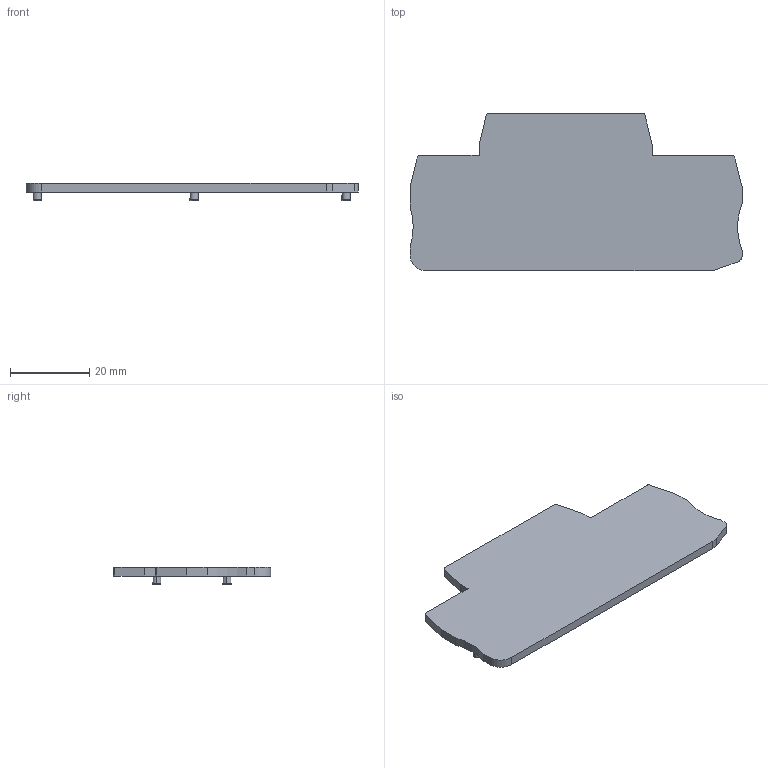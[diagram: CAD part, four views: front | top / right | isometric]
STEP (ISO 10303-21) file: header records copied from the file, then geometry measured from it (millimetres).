
FILE_DESCRIPTION((''),'2;1');
FILE_NAME('8YB750288-G','2022-07-12T18:41:23',('Administrator'),(''),'CREO PARAMETRIC BY PTC INC, 2016510','CREO PARAMETRIC BY PTC INC, 2016510','');
FILE_SCHEMA(('CONFIG_CONTROL_DESIGN','SHAPE_APPEARANCE_LAYERS_GROUPS'));
Length unit declared in the file: millimetre
Products named in the file (1): 8YB750288-G
Bounding box: 83.6 x 39.6 x 4.4 mm (x, y, z)
Volume: 6245.8 mm3; surface area: 6217.9 mm2
Topology: 1 solids, 1 shells, 41 faces, 102 edges, 66 vertices
Faces by surface type: plane 20, cylinder 9, cone 6, torus 6
Entity records: 1313 total; most frequent: DIRECTION 226, CARTESIAN_POINT 209, ORIENTED_EDGE 204, EDGE_CURVE 102, AXIS2_PLACEMENT_3D 83, VERTEX_POINT 66, VECTOR 60, LINE 60
